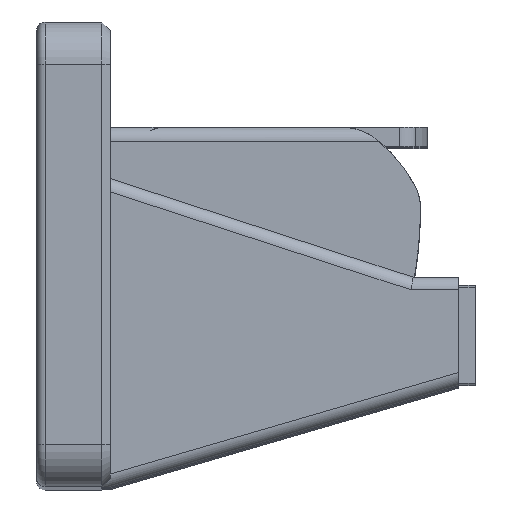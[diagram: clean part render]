
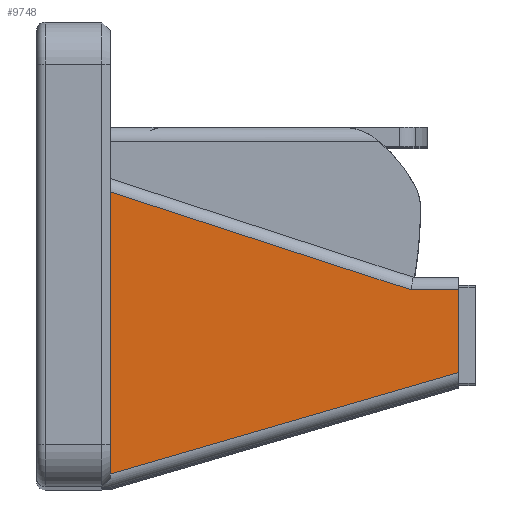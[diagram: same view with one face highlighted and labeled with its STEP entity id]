
A CAD part, top view. The second image highlights one B-rep face of the part: STEP entity #9748.
In plain terms, the highlighted planar face has unit normal (0, 0, 1).
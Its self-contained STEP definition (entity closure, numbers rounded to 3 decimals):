
#636=PLANE('',#10532);
#1082=FACE_OUTER_BOUND('',#1627,.T.);
#1627=EDGE_LOOP('',(#8590,#8591,#8592,#8593,#8594));
#2398=LINE('',#15118,#3307);
#2580=LINE('',#16131,#3489);
#2625=LINE('',#16538,#3534);
#2661=LINE('',#16708,#3570);
#2662=LINE('',#16710,#3571);
#3307=VECTOR('',#11875,10.);
#3489=VECTOR('',#12445,10.);
#3534=VECTOR('',#12508,10.);
#3570=VECTOR('',#12606,10.);
#3571=VECTOR('',#12609,10.);
#4466=VERTEX_POINT('',#15115);
#4467=VERTEX_POINT('',#15117);
#4658=VERTEX_POINT('',#16128);
#4659=VERTEX_POINT('',#16130);
#4757=VERTEX_POINT('',#16536);
#5643=EDGE_CURVE('',#4467,#4466,#2398,.T.);
#5952=EDGE_CURVE('',#4659,#4658,#2580,.T.);
#6055=EDGE_CURVE('',#4757,#4658,#2625,.T.);
#6105=EDGE_CURVE('',#4659,#4466,#2661,.T.);
#6106=EDGE_CURVE('',#4467,#4757,#2662,.T.);
#8590=ORIENTED_EDGE('',*,*,#6106,.F.);
#8591=ORIENTED_EDGE('',*,*,#5643,.T.);
#8592=ORIENTED_EDGE('',*,*,#6105,.F.);
#8593=ORIENTED_EDGE('',*,*,#5952,.T.);
#8594=ORIENTED_EDGE('',*,*,#6055,.F.);
#9748=ADVANCED_FACE('',(#1082),#636,.T.);
#10532=AXIS2_PLACEMENT_3D('',#16709,#12607,#12608);
#11875=DIRECTION('',(0.,-1.,0.));
#12445=DIRECTION('',(0.,1.,0.));
#12508=DIRECTION('',(1.,0.,0.));
#12606=DIRECTION('',(-0.96,-0.28,0.));
#12607=DIRECTION('center_axis',(0.,0.,1.));
#12608=DIRECTION('ref_axis',(0.,-1.,0.));
#12609=DIRECTION('',(0.951,-0.31,0.));
#15115=CARTESIAN_POINT('',(5.393,-6.615,36.844));
#15117=CARTESIAN_POINT('',(5.393,6.733,36.844));
#15118=CARTESIAN_POINT('',(5.393,9.26,36.844));
#16128=CARTESIAN_POINT('',(21.874,2.097,36.844));
#16130=CARTESIAN_POINT('',(21.874,-1.811,36.844));
#16131=CARTESIAN_POINT('',(21.874,7.411,36.844));
#16536=CARTESIAN_POINT('',(19.631,2.097,36.844));
#16538=CARTESIAN_POINT('',(11.891,2.097,36.844));
#16708=CARTESIAN_POINT('',(14.815,-3.869,36.844));
#16709=CARTESIAN_POINT('Origin',(1.908,14.76,36.844));
#16710=CARTESIAN_POINT('',(2.543,7.661,36.844));
